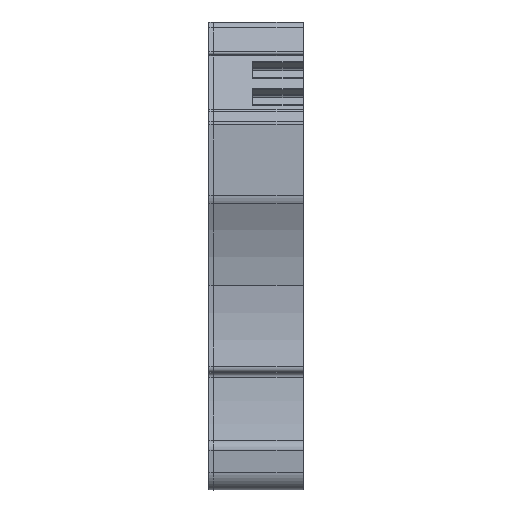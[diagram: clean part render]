
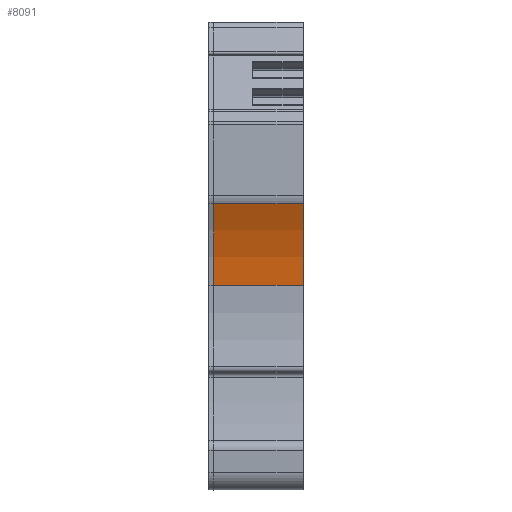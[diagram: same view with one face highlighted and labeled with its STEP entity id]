
A CAD part, front view. The second image highlights one B-rep face of the part: STEP entity #8091.
In plain terms, the highlighted cylindrical face has radius 24 mm (diameter 48 mm), a partial arc.
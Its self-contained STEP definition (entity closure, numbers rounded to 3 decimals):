
#2132=AXIS2_PLACEMENT_3D('Circle Axis2P3D',#2130,#2131,$) ;
#3075=AXIS2_PLACEMENT_3D('Circle Axis2P3D',#3073,#3074,$) ;
#8078=AXIS2_PLACEMENT_3D('Cylinder Axis2P3D',#8075,#8076,#8077) ;
#2127=CARTESIAN_POINT('Vertex',(10.,0.209,30.313)) ;
#2130=CARTESIAN_POINT('Axis2P3D Location',(10.,-21.278,19.621)) ;
#2134=CARTESIAN_POINT('Vertex',(10.,2.635,21.662)) ;
#3070=CARTESIAN_POINT('Vertex',(0.5,2.635,21.662)) ;
#3073=CARTESIAN_POINT('Axis2P3D Location',(0.5,-21.278,19.621)) ;
#3077=CARTESIAN_POINT('Vertex',(0.5,0.209,30.313)) ;
#8063=CARTESIAN_POINT('Line Origine',(5.,0.209,30.313)) ;
#8075=CARTESIAN_POINT('Axis2P3D Location',(5.,-21.278,19.621)) ;
#8080=CARTESIAN_POINT('Line Origine',(5.,2.635,21.662)) ;
#2131=DIRECTION('Axis2P3D Direction',(-1.,0.,0.)) ;
#3074=DIRECTION('Axis2P3D Direction',(-1.,0.,0.)) ;
#8064=DIRECTION('Vector Direction',(-1.,0.,0.)) ;
#8076=DIRECTION('Axis2P3D Direction',(-1.,0.,0.)) ;
#8077=DIRECTION('Axis2P3D XDirection',(0.,0.895,0.445)) ;
#8081=DIRECTION('Vector Direction',(-1.,0.,0.)) ;
#8065=VECTOR('Line Direction',#8064,1.) ;
#8082=VECTOR('Line Direction',#8081,1.) ;
#8086=ORIENTED_EDGE('',*,*,#3079,.T.) ;
#8087=ORIENTED_EDGE('',*,*,#8084,.F.) ;
#8088=ORIENTED_EDGE('',*,*,#2136,.T.) ;
#8089=ORIENTED_EDGE('',*,*,#8067,.T.) ;
#8091=ADVANCED_FACE('KLTR ZPE10/3AN.1\\Hauptk\X2\00F6\X0\rper',(#8090),#8079,.F.) ;
#2133=CIRCLE('generated circle',#2132,24.) ;
#3076=CIRCLE('generated circle',#3075,24.) ;
#8079=CYLINDRICAL_SURFACE('generated cylinder',#8078,24.) ;
#2136=EDGE_CURVE('',#2135,#2128,#2133,.F.) ;
#3079=EDGE_CURVE('',#3078,#3071,#3076,.T.) ;
#8067=EDGE_CURVE('',#2128,#3078,#8066,.T.) ;
#8084=EDGE_CURVE('',#2135,#3071,#8083,.T.) ;
#8085=EDGE_LOOP('',(#8086,#8087,#8088,#8089)) ;
#8090=FACE_OUTER_BOUND('',#8085,.T.) ;
#8066=LINE('Line',#8063,#8065) ;
#8083=LINE('Line',#8080,#8082) ;
#2128=VERTEX_POINT('',#2127) ;
#2135=VERTEX_POINT('',#2134) ;
#3071=VERTEX_POINT('',#3070) ;
#3078=VERTEX_POINT('',#3077) ;
